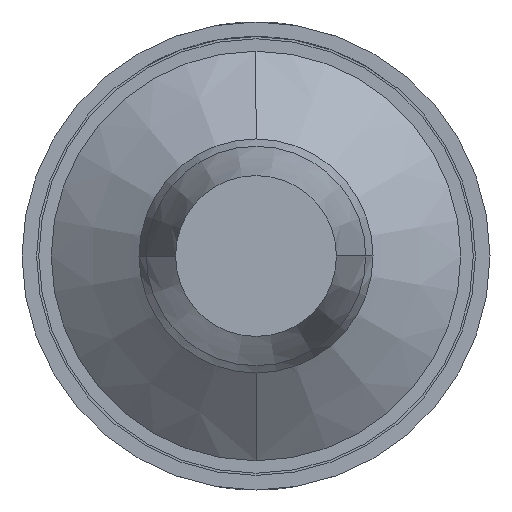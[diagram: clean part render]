
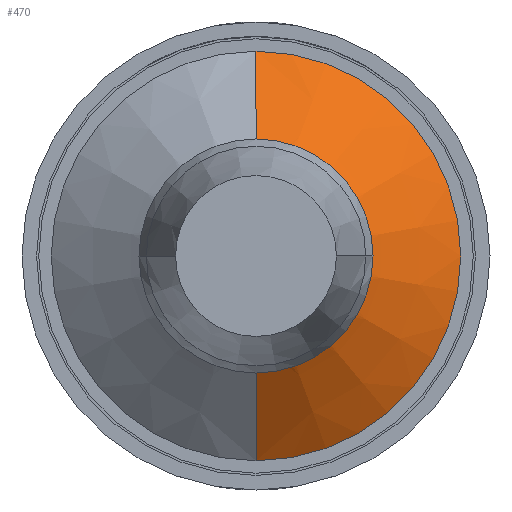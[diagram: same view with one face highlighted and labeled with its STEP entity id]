
A CAD part, front view. The second image highlights one B-rep face of the part: STEP entity #470.
In plain terms, the highlighted conical face has half-angle 53.13 degrees and reference radius 0.6 mm.
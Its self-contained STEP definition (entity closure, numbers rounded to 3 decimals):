
#18 = VERTEX_POINT ( 'NONE', #4073 ) ;
#144 = CARTESIAN_POINT ( 'NONE',  ( 0., -10.6, 1.4 ) ) ;
#246 = VECTOR ( 'NONE', #1035, 1000. ) ;
#263 = DIRECTION ( 'NONE',  ( 0., 0., -1. ) ) ;
#444 = CONICAL_SURFACE ( 'NONE', #3023, 0.6, 0.927 ) ;
#447 = EDGE_CURVE ( 'NONE', #18, #5162, #5121, .T. ) ;
#470 = ADVANCED_FACE ( 'Defeature ausgef�hrt1_29', ( #1732 ), #444, .T. ) ;
#757 = CARTESIAN_POINT ( 'NONE',  ( 0., -11.2, 0. ) ) ;
#930 = CARTESIAN_POINT ( 'NONE',  ( 0., -11.2, 0.6 ) ) ;
#1035 = DIRECTION ( 'NONE',  ( 0., 0.6, 0.8 ) ) ;
#1399 = AXIS2_PLACEMENT_3D ( 'NONE', #757, #4354, #263 ) ;
#1732 = FACE_OUTER_BOUND ( 'NONE', #2508, .T. ) ;
#1867 = ORIENTED_EDGE ( 'NONE', *, *, #447, .T. ) ;
#2090 = DIRECTION ( 'NONE',  ( 0., 0., -1. ) ) ;
#2330 = DIRECTION ( 'NONE',  ( 0., 0., -1. ) ) ;
#2508 = EDGE_LOOP ( 'NONE', ( #4845, #5602, #1867, #3404 ) ) ;
#2603 = CARTESIAN_POINT ( 'NONE',  ( 0., -10.6, -1.4 ) ) ;
#2783 = EDGE_CURVE ( 'NONE', #5132, #6091, #3241, .T. ) ;
#3023 = AXIS2_PLACEMENT_3D ( 'NONE', #5458, #3395, #2330 ) ;
#3139 = CARTESIAN_POINT ( 'NONE',  ( 0., -10.6, 0. ) ) ;
#3241 = LINE ( 'NONE', #5193, #246 ) ;
#3395 = DIRECTION ( 'NONE',  ( 0., 1., 0. ) ) ;
#3404 = ORIENTED_EDGE ( 'NONE', *, *, #5118, .F. ) ;
#3472 = EDGE_CURVE ( 'Defeature ausgef�hrt1_29+Defeature ausgef�hrt1_28+Defeature ausgef�hrt1_28+Defeature ausgef�hrt1_28', #5132, #18, #4611, .T. ) ;
#3744 = VECTOR ( 'NONE', #4356, 1000. ) ;
#4073 = CARTESIAN_POINT ( 'NONE',  ( 0., -11.2, -0.6 ) ) ;
#4354 = DIRECTION ( 'NONE',  ( 0., 1., 0. ) ) ;
#4356 = DIRECTION ( 'NONE',  ( 0., 0.6, -0.8 ) ) ;
#4611 = CIRCLE ( 'NONE', #1399, 0.6 ) ;
#4845 = ORIENTED_EDGE ( 'NONE', *, *, #2783, .F. ) ;
#5118 = EDGE_CURVE ( 'Defeature ausgef�hrt1_30+Defeature ausgef�hrt1_29+Defeature ausgef�hrt1_29+Defeature ausgef�hrt1_29', #6091, #5162, #6566, .T. ) ;
#5121 = LINE ( 'NONE', #5321, #3744 ) ;
#5132 = VERTEX_POINT ( 'NONE', #930 ) ;
#5162 = VERTEX_POINT ( 'NONE', #2603 ) ;
#5190 = DIRECTION ( 'NONE',  ( 0., 1., 0. ) ) ;
#5193 = CARTESIAN_POINT ( 'NONE',  ( 0., -11.2, 0.6 ) ) ;
#5321 = CARTESIAN_POINT ( 'NONE',  ( 0., -11.2, -0.6 ) ) ;
#5458 = CARTESIAN_POINT ( 'NONE',  ( 0., -11.2, 0. ) ) ;
#5602 = ORIENTED_EDGE ( 'NONE', *, *, #3472, .T. ) ;
#5695 = AXIS2_PLACEMENT_3D ( 'NONE', #3139, #5190, #2090 ) ;
#6091 = VERTEX_POINT ( 'NONE', #144 ) ;
#6566 = CIRCLE ( 'NONE', #5695, 1.4 ) ;
